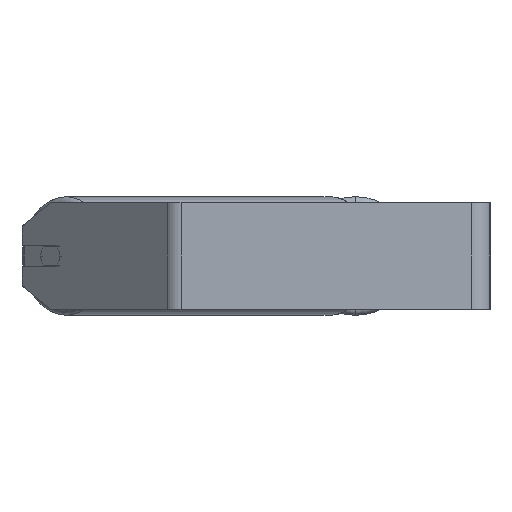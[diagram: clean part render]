
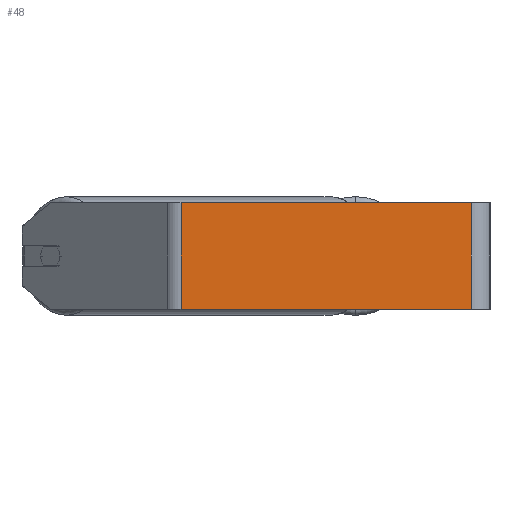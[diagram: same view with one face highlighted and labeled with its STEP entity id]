
A CAD part, left-side view. The second image highlights one B-rep face of the part: STEP entity #48.
In plain terms, the highlighted planar face has unit normal (-1, 0, 0).
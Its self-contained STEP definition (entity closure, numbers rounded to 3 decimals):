
#48 = ADVANCED_FACE ( 'NONE', ( #6344 ), #4895, .F. ) ;
#90 = CARTESIAN_POINT ( 'NONE',  ( -490., 231.921, -40. ) ) ;
#224 = VECTOR ( 'NONE', #5902, 1000. ) ;
#281 = DIRECTION ( 'NONE',  ( 1., 0., 0. ) ) ;
#289 = CARTESIAN_POINT ( 'NONE',  ( -490., 14., 40. ) ) ;
#379 = LINE ( 'NONE', #289, #4908 ) ;
#627 = EDGE_CURVE ( 'NONE', #7105, #2940, #5965, .T. ) ;
#852 = DIRECTION ( 'NONE',  ( 0., 0., -1. ) ) ;
#1503 = VECTOR ( 'NONE', #5542, 1000. ) ;
#1532 = CARTESIAN_POINT ( 'NONE',  ( -490., 237.72, 40. ) ) ;
#2289 = VERTEX_POINT ( 'NONE', #7141 ) ;
#2479 = EDGE_LOOP ( 'NONE', ( #8118, #6732, #2976, #5140 ) ) ;
#2574 = LINE ( 'NONE', #5324, #224 ) ;
#2940 = VERTEX_POINT ( 'NONE', #90 ) ;
#2976 = ORIENTED_EDGE ( 'NONE', *, *, #5007, .F. ) ;
#3043 = CARTESIAN_POINT ( 'NONE',  ( -490., 14., 40. ) ) ;
#4183 = CARTESIAN_POINT ( 'NONE',  ( -490., 237.72, -40. ) ) ;
#4385 = EDGE_CURVE ( 'NONE', #7039, #2289, #379, .T. ) ;
#4563 = VECTOR ( 'NONE', #4645, 1000. ) ;
#4645 = DIRECTION ( 'NONE',  ( 0., 0., -1. ) ) ;
#4895 = PLANE ( 'NONE',  #7798 ) ;
#4908 = VECTOR ( 'NONE', #5744, 1000. ) ;
#5007 = EDGE_CURVE ( 'NONE', #7105, #7039, #2574, .T. ) ;
#5140 = ORIENTED_EDGE ( 'NONE', *, *, #627, .T. ) ;
#5191 = EDGE_CURVE ( 'NONE', #2940, #2289, #7530, .T. ) ;
#5324 = CARTESIAN_POINT ( 'NONE',  ( -490., 237.72, 40. ) ) ;
#5542 = DIRECTION ( 'NONE',  ( 0., -1., 0. ) ) ;
#5744 = DIRECTION ( 'NONE',  ( 0., 0., -1. ) ) ;
#5872 = CARTESIAN_POINT ( 'NONE',  ( -490., 231.921, 40. ) ) ;
#5902 = DIRECTION ( 'NONE',  ( 0., -1., 0. ) ) ;
#5965 = LINE ( 'NONE', #7998, #4563 ) ;
#6344 = FACE_OUTER_BOUND ( 'NONE', #2479, .T. ) ;
#6732 = ORIENTED_EDGE ( 'NONE', *, *, #4385, .F. ) ;
#7039 = VERTEX_POINT ( 'NONE', #3043 ) ;
#7105 = VERTEX_POINT ( 'NONE', #5872 ) ;
#7141 = CARTESIAN_POINT ( 'NONE',  ( -490., 14., -40. ) ) ;
#7530 = LINE ( 'NONE', #4183, #1503 ) ;
#7798 = AXIS2_PLACEMENT_3D ( 'NONE', #1532, #281, #852 ) ;
#7998 = CARTESIAN_POINT ( 'NONE',  ( -490., 231.921, 40. ) ) ;
#8118 = ORIENTED_EDGE ( 'NONE', *, *, #5191, .T. ) ;
